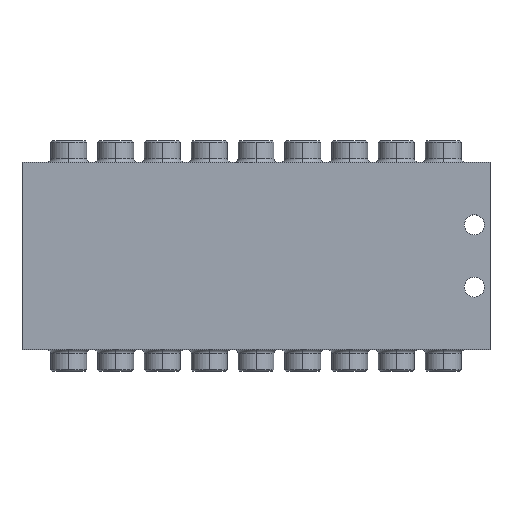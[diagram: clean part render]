
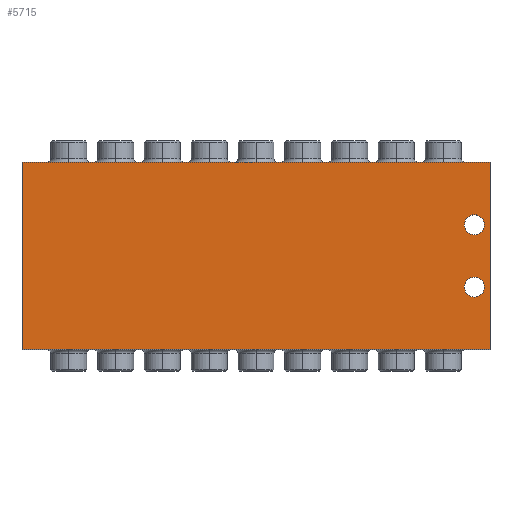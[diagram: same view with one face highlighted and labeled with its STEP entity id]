
A CAD part, top view. The second image highlights one B-rep face of the part: STEP entity #5715.
In plain terms, the highlighted planar face has unit normal (0, 0, 1).
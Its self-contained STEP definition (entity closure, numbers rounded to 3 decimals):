
#61 = ORIENTED_EDGE ( 'NONE', *, *, #9876, .F. ) ;
#321 = DIRECTION ( 'NONE',  ( 0., 1., 0. ) ) ;
#398 = DIRECTION ( 'NONE',  ( -1., 0., 0. ) ) ;
#601 = VECTOR ( 'NONE', #5342, 1000. ) ;
#651 = ORIENTED_EDGE ( 'NONE', *, *, #8775, .F. ) ;
#771 = DIRECTION ( 'NONE',  ( 0., 0., 1. ) ) ;
#1247 = DIRECTION ( 'NONE',  ( 0., 0., 1. ) ) ;
#1376 = ORIENTED_EDGE ( 'NONE', *, *, #10919, .T. ) ;
#1466 = VERTEX_POINT ( 'NONE', #4167 ) ;
#1530 = CARTESIAN_POINT ( 'NONE',  ( 70., 10., 30. ) ) ;
#1922 = PLANE ( 'NONE',  #5034 ) ;
#2100 = AXIS2_PLACEMENT_3D ( 'NONE', #1530, #5921, #11205 ) ;
#2231 = CARTESIAN_POINT ( 'NONE',  ( -75., -30., 30. ) ) ;
#2263 = FACE_OUTER_BOUND ( 'NONE', #4245, .T. ) ;
#2408 = EDGE_CURVE ( 'NONE', #2920, #1466, #10173, .T. ) ;
#2780 = CIRCLE ( 'NONE', #6946, 3.2 ) ;
#2920 = VERTEX_POINT ( 'NONE', #6070 ) ;
#3001 = VERTEX_POINT ( 'NONE', #4099 ) ;
#3077 = CARTESIAN_POINT ( 'NONE',  ( 66.8, -10., 30. ) ) ;
#3125 = CARTESIAN_POINT ( 'NONE',  ( -75., 30., 30. ) ) ;
#3195 = DIRECTION ( 'NONE',  ( 1., 0., 0. ) ) ;
#3222 = VERTEX_POINT ( 'NONE', #4521 ) ;
#3226 = DIRECTION ( 'NONE',  ( 1., 0., 0. ) ) ;
#3728 = DIRECTION ( 'NONE',  ( 1., 0., 0. ) ) ;
#3846 = ORIENTED_EDGE ( 'NONE', *, *, #5883, .T. ) ;
#3949 = CARTESIAN_POINT ( 'NONE',  ( 75., 30., 30. ) ) ;
#4099 = CARTESIAN_POINT ( 'NONE',  ( 75., -30., 30. ) ) ;
#4167 = CARTESIAN_POINT ( 'NONE',  ( 73.2, 10., 30. ) ) ;
#4197 = CARTESIAN_POINT ( 'NONE',  ( -75., -30., 30. ) ) ;
#4205 = LINE ( 'NONE', #4197, #11017 ) ;
#4245 = EDGE_LOOP ( 'NONE', ( #9458, #6545, #3846, #1376 ) ) ;
#4260 = AXIS2_PLACEMENT_3D ( 'NONE', #4393, #771, #8845 ) ;
#4384 = CARTESIAN_POINT ( 'NONE',  ( 75., 30., 30. ) ) ;
#4393 = CARTESIAN_POINT ( 'NONE',  ( 70., 10., 30. ) ) ;
#4521 = CARTESIAN_POINT ( 'NONE',  ( 73.2, -10., 30. ) ) ;
#4708 = VERTEX_POINT ( 'NONE', #2231 ) ;
#5034 = AXIS2_PLACEMENT_3D ( 'NONE', #10570, #7934, #3728 ) ;
#5198 = EDGE_LOOP ( 'NONE', ( #61, #651 ) ) ;
#5342 = DIRECTION ( 'NONE',  ( 0., -1., 0. ) ) ;
#5481 = FACE_BOUND ( 'NONE', #8981, .T. ) ;
#5548 = ORIENTED_EDGE ( 'NONE', *, *, #11575, .F. ) ;
#5715 = ADVANCED_FACE ( 'NONE', ( #6882, #5481, #2263 ), #1922, .T. ) ;
#5881 = CARTESIAN_POINT ( 'NONE',  ( 70., -10., 30. ) ) ;
#5883 = EDGE_CURVE ( 'NONE', #3001, #10663, #9398, .T. ) ;
#5921 = DIRECTION ( 'NONE',  ( 0., 0., 1. ) ) ;
#6056 = AXIS2_PLACEMENT_3D ( 'NONE', #5881, #7617, #3195 ) ;
#6070 = CARTESIAN_POINT ( 'NONE',  ( 66.8, 10., 30. ) ) ;
#6545 = ORIENTED_EDGE ( 'NONE', *, *, #7787, .T. ) ;
#6623 = CARTESIAN_POINT ( 'NONE',  ( 70., -10., 30. ) ) ;
#6882 = FACE_BOUND ( 'NONE', #5198, .T. ) ;
#6946 = AXIS2_PLACEMENT_3D ( 'NONE', #6623, #1247, #10963 ) ;
#7617 = DIRECTION ( 'NONE',  ( 0., 0., 1. ) ) ;
#7787 = EDGE_CURVE ( 'NONE', #4708, #3001, #4205, .T. ) ;
#7934 = DIRECTION ( 'NONE',  ( 0., 0., 1. ) ) ;
#8072 = CIRCLE ( 'NONE', #6056, 3.2 ) ;
#8188 = VERTEX_POINT ( 'NONE', #9024 ) ;
#8358 = ORIENTED_EDGE ( 'NONE', *, *, #2408, .F. ) ;
#8775 = EDGE_CURVE ( 'NONE', #8841, #3222, #2780, .T. ) ;
#8841 = VERTEX_POINT ( 'NONE', #3077 ) ;
#8845 = DIRECTION ( 'NONE',  ( 1., 0., 0. ) ) ;
#8876 = CIRCLE ( 'NONE', #2100, 3.2 ) ;
#8981 = EDGE_LOOP ( 'NONE', ( #5548, #8358 ) ) ;
#9017 = CARTESIAN_POINT ( 'NONE',  ( -75., 30., 30. ) ) ;
#9024 = CARTESIAN_POINT ( 'NONE',  ( -75., 30., 30. ) ) ;
#9029 = LINE ( 'NONE', #3125, #10813 ) ;
#9398 = LINE ( 'NONE', #3949, #9669 ) ;
#9458 = ORIENTED_EDGE ( 'NONE', *, *, #11239, .T. ) ;
#9568 = LINE ( 'NONE', #9017, #601 ) ;
#9669 = VECTOR ( 'NONE', #321, 1000. ) ;
#9876 = EDGE_CURVE ( 'NONE', #3222, #8841, #8072, .T. ) ;
#10173 = CIRCLE ( 'NONE', #4260, 3.2 ) ;
#10570 = CARTESIAN_POINT ( 'NONE',  ( -75., -30., 30. ) ) ;
#10663 = VERTEX_POINT ( 'NONE', #4384 ) ;
#10813 = VECTOR ( 'NONE', #398, 1000. ) ;
#10919 = EDGE_CURVE ( 'NONE', #10663, #8188, #9029, .T. ) ;
#10963 = DIRECTION ( 'NONE',  ( 1., 0., 0. ) ) ;
#11017 = VECTOR ( 'NONE', #3226, 1000. ) ;
#11205 = DIRECTION ( 'NONE',  ( 1., 0., 0. ) ) ;
#11239 = EDGE_CURVE ( 'NONE', #8188, #4708, #9568, .T. ) ;
#11575 = EDGE_CURVE ( 'NONE', #1466, #2920, #8876, .T. ) ;
